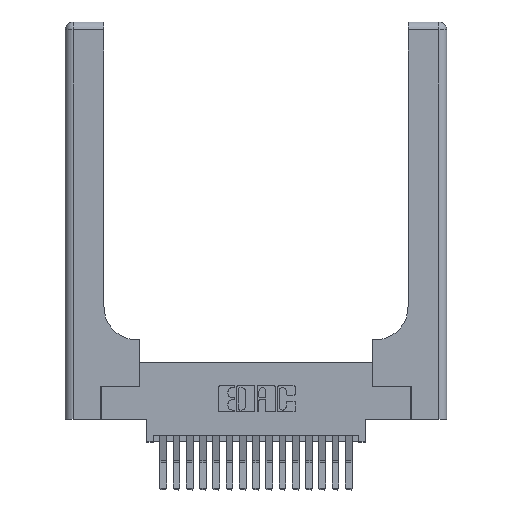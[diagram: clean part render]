
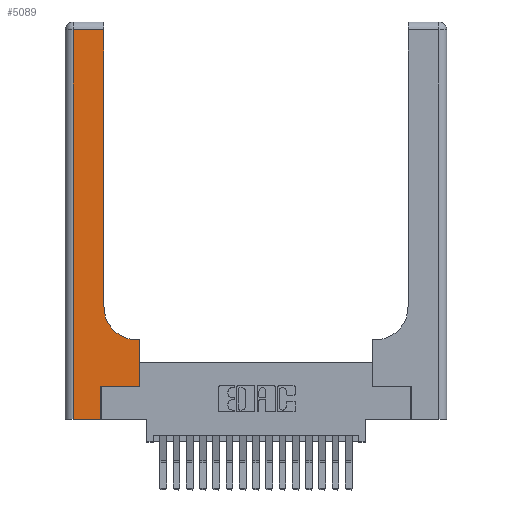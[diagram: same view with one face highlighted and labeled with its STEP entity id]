
A CAD part, top view. The second image highlights one B-rep face of the part: STEP entity #5089.
In plain terms, the highlighted planar face has unit normal (0, 0, 1).
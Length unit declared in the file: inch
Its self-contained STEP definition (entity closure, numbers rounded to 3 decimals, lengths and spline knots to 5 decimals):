
#202 = CARTESIAN_POINT ( 'NONE',  ( 0.269, 0.25, 0.37 ) ) ;
#707 = CARTESIAN_POINT ( 'NONE',  ( 0.2915, 0.85, 0.37 ) ) ;
#982 = VECTOR ( 'NONE', #11544, 39.37008 ) ;
#2221 = AXIS2_PLACEMENT_3D ( 'NONE', #13590, #19946, #10458 ) ;
#2349 = CARTESIAN_POINT ( 'NONE',  ( 0.5415, 0.6, 0.37 ) ) ;
#2809 = CARTESIAN_POINT ( 'NONE',  ( 0.06, 3., 0.37 ) ) ;
#3000 = EDGE_CURVE ( 'NONE', #18960, #5768, #6249, .T. ) ;
#3199 = ORIENTED_EDGE ( 'NONE', *, *, #17600, .T. ) ;
#3711 = ORIENTED_EDGE ( 'NONE', *, *, #8186, .T. ) ;
#3864 = VERTEX_POINT ( 'NONE', #3973 ) ;
#3973 = CARTESIAN_POINT ( 'NONE',  ( 0.269, 0.25, 0.37 ) ) ;
#4808 = EDGE_CURVE ( 'NONE', #15050, #17140, #9154, .T. ) ;
#5089 = ADVANCED_FACE ( 'NONE', ( #18346 ), #15181, .F. ) ;
#5226 = DIRECTION ( 'NONE',  ( -1., 0., 0. ) ) ;
#5768 = VERTEX_POINT ( 'NONE', #707 ) ;
#6224 = DIRECTION ( 'NONE',  ( 1., 0., 0. ) ) ;
#6249 = CIRCLE ( 'NONE', #8980, 0.25 ) ;
#6283 = DIRECTION ( 'NONE',  ( 0., 0., -1. ) ) ;
#6309 = CARTESIAN_POINT ( 'NONE',  ( 0.5415, 0.85, 0.37 ) ) ;
#6339 = VECTOR ( 'NONE', #9278, 39.37008 ) ;
#6378 = LINE ( 'NONE', #202, #982 ) ;
#6517 = ORIENTED_EDGE ( 'NONE', *, *, #18486, .T. ) ;
#6761 = CARTESIAN_POINT ( 'NONE',  ( 0.5585, 0.6, 0.37 ) ) ;
#6841 = LINE ( 'NONE', #2809, #6339 ) ;
#7521 = ORIENTED_EDGE ( 'NONE', *, *, #18385, .T. ) ;
#7589 = CARTESIAN_POINT ( 'NONE',  ( 0.2915, 3., 0.37 ) ) ;
#7998 = ORIENTED_EDGE ( 'NONE', *, *, #3000, .T. ) ;
#8011 = DIRECTION ( 'NONE',  ( 1., 0., 0. ) ) ;
#8186 = EDGE_CURVE ( 'NONE', #17580, #18960, #12903, .T. ) ;
#8961 = EDGE_LOOP ( 'NONE', ( #14481, #18692, #6517, #19166, #19672, #3199, #7521, #3711, #7998 ) ) ;
#8980 = AXIS2_PLACEMENT_3D ( 'NONE', #6309, #6283, #6224 ) ;
#9154 = LINE ( 'NONE', #20665, #20505 ) ;
#9173 = VERTEX_POINT ( 'NONE', #12059 ) ;
#9278 = DIRECTION ( 'NONE',  ( 0., -1., 0. ) ) ;
#9969 = EDGE_CURVE ( 'NONE', #17140, #3864, #20281, .T. ) ;
#10458 = DIRECTION ( 'NONE',  ( -1., 0., 0. ) ) ;
#11188 = DIRECTION ( 'NONE',  ( 0., 1., 0. ) ) ;
#11544 = DIRECTION ( 'NONE',  ( 1., 0., 0. ) ) ;
#12059 = CARTESIAN_POINT ( 'NONE',  ( 0.5585, 0.25, 0.37 ) ) ;
#12077 = DIRECTION ( 'NONE',  ( 0., 1., 0. ) ) ;
#12461 = CARTESIAN_POINT ( 'NONE',  ( 0.269, 0., 0.37 ) ) ;
#12579 = LINE ( 'NONE', #15416, #16267 ) ;
#12903 = LINE ( 'NONE', #13288, #13409 ) ;
#13288 = CARTESIAN_POINT ( 'NONE',  ( 0.2915, 0.6, 0.37 ) ) ;
#13409 = VECTOR ( 'NONE', #14809, 39.37008 ) ;
#13461 = LINE ( 'NONE', #7589, #13963 ) ;
#13590 = CARTESIAN_POINT ( 'NONE',  ( 0., 3., 0.37 ) ) ;
#13827 = CARTESIAN_POINT ( 'NONE',  ( 0.2915, 2.94, 0.37 ) ) ;
#13963 = VECTOR ( 'NONE', #11188, 39.37008 ) ;
#14321 = VERTEX_POINT ( 'NONE', #18008 ) ;
#14481 = ORIENTED_EDGE ( 'NONE', *, *, #14638, .T. ) ;
#14638 = EDGE_CURVE ( 'NONE', #5768, #20093, #13461, .T. ) ;
#14809 = DIRECTION ( 'NONE',  ( -1., 0., 0. ) ) ;
#15050 = VERTEX_POINT ( 'NONE', #20255 ) ;
#15181 = PLANE ( 'NONE',  #2221 ) ;
#15416 = CARTESIAN_POINT ( 'NONE',  ( 0.5585, 0.25, 0.37 ) ) ;
#15941 = LINE ( 'NONE', #19538, #20161 ) ;
#16267 = VECTOR ( 'NONE', #12077, 39.37008 ) ;
#16558 = VECTOR ( 'NONE', #18752, 39.37008 ) ;
#17140 = VERTEX_POINT ( 'NONE', #18028 ) ;
#17580 = VERTEX_POINT ( 'NONE', #6761 ) ;
#17600 = EDGE_CURVE ( 'NONE', #3864, #9173, #6378, .T. ) ;
#18008 = CARTESIAN_POINT ( 'NONE',  ( 0.06, 2.94, 0.37 ) ) ;
#18028 = CARTESIAN_POINT ( 'NONE',  ( 0.269, 0., 0.37 ) ) ;
#18346 = FACE_OUTER_BOUND ( 'NONE', #8961, .T. ) ;
#18385 = EDGE_CURVE ( 'NONE', #9173, #17580, #12579, .T. ) ;
#18486 = EDGE_CURVE ( 'NONE', #14321, #15050, #6841, .T. ) ;
#18692 = ORIENTED_EDGE ( 'NONE', *, *, #20485, .T. ) ;
#18752 = DIRECTION ( 'NONE',  ( 0., 1., 0. ) ) ;
#18960 = VERTEX_POINT ( 'NONE', #2349 ) ;
#19166 = ORIENTED_EDGE ( 'NONE', *, *, #4808, .T. ) ;
#19538 = CARTESIAN_POINT ( 'NONE',  ( 0., 2.94, 0.37 ) ) ;
#19672 = ORIENTED_EDGE ( 'NONE', *, *, #9969, .T. ) ;
#19946 = DIRECTION ( 'NONE',  ( 0., 0., -1. ) ) ;
#20093 = VERTEX_POINT ( 'NONE', #13827 ) ;
#20161 = VECTOR ( 'NONE', #5226, 39.37008 ) ;
#20255 = CARTESIAN_POINT ( 'NONE',  ( 0.06, 0., 0.37 ) ) ;
#20281 = LINE ( 'NONE', #12461, #16558 ) ;
#20485 = EDGE_CURVE ( 'NONE', #20093, #14321, #15941, .T. ) ;
#20505 = VECTOR ( 'NONE', #8011, 39.37008 ) ;
#20665 = CARTESIAN_POINT ( 'NONE',  ( 0., 0., 0.37 ) ) ;
